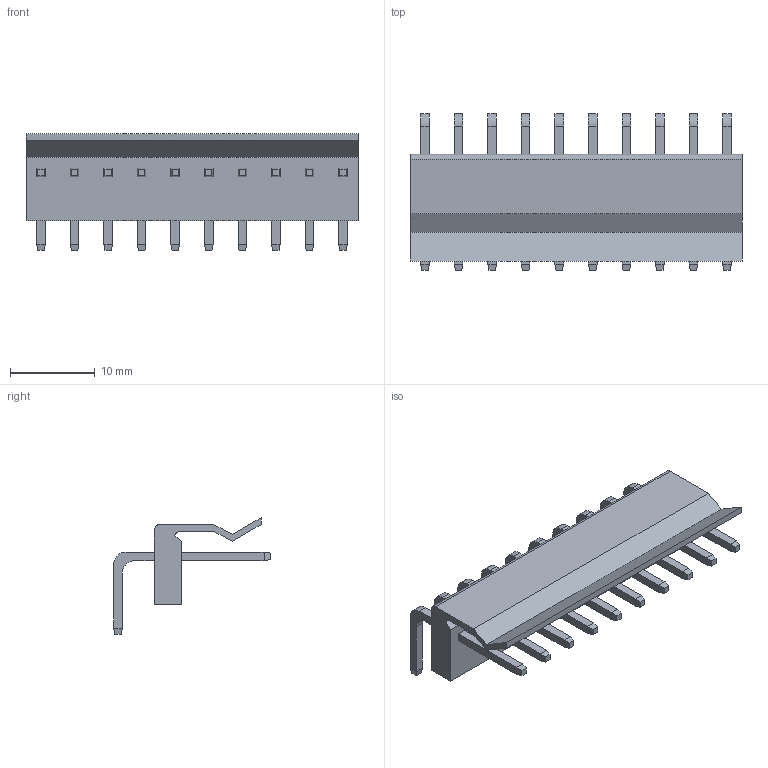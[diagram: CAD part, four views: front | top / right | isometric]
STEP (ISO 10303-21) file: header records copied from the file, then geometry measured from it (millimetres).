
FILE_DESCRIPTION(/* description */ ('Unknown'),/* implementation_level */ '2;1');
FILE_NAME(/* name */ 'JST - CH - Thru (R) - 10Pin - 3.96mm',/* time_stamp */ '2018-11-29T09:22:50-05:00',/* author */ ('Unknown'),/* organization */ ('Unknown'),/* preprocessor_version */ 'ST-DEVELOPER v16.7',/* originating_system */ 'DEX',/* authorisation */ $);
FILE_SCHEMA (('TECHNICAL_DATA_PACKAGING','AUTOMOTIVE_DESIGN {1 0 10303 214 3 1 1}'));
Length unit declared in the file: millimetre
Products named in the file (1): JST - CH - Thru (R) - 10Pin - 3.96mm
Bounding box: 39.2 x 18.5 x 13.79 mm (x, y, z)
Volume: 1696.8 mm3; surface area: 2875 mm2
Topology: 1 solids, 21 shells, 458 faces, 1078 edges, 692 vertices
Faces by surface type: plane 376, bspline 60, cylinder 22
Entity records: 17603 total; most frequent: CARTESIAN_POINT 4719, ORIENTED_EDGE 2148, DIRECTION 1570, EDGE_CURVE 1074, VERTEX_POINT 692, LINE 684, VECTOR 684, EDGE_LOOP 504
